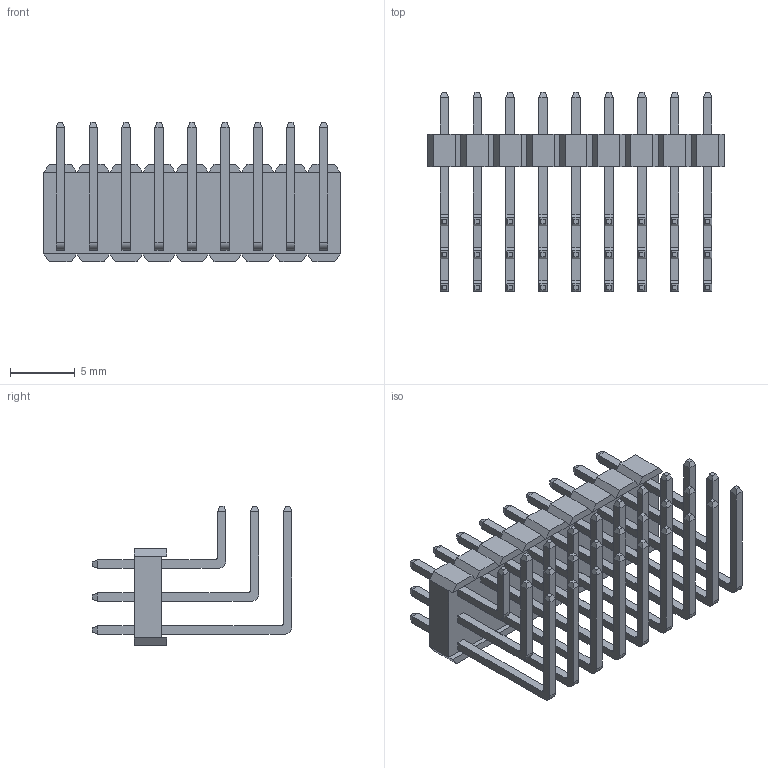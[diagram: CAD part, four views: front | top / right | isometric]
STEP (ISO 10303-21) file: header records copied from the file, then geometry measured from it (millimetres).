
FILE_DESCRIPTION((''),'2;1');
FILE_NAME('FPH25463-T27B1014082211B','2024-05-14T',('工程三'),(''),'PRO/ENGINEER BY PARAMETRIC TECHNOLOGY CORPORATION, 2010280','PRO/ENGINEER BY PARAMETRIC TECHNOLOGY CORPORATION, 2010280','');
FILE_SCHEMA(('CONFIG_CONTROL_DESIGN'));
Length unit declared in the file: millimetre
Products named in the file (1): FPH25463-T27B1014082211B
Bounding box: 22.86 x 15.4 x 10.75 mm (x, y, z)
Volume: 547.8 mm3; surface area: 1690.4 mm2
Topology: 1 solids, 1 shells, 672 faces, 1596 edges, 980 vertices
Faces by surface type: plane 618, cylinder 54
Entity records: 18770 total; most frequent: CARTESIAN_POINT 3248, ORIENTED_EDGE 3192, DIRECTION 3048, EDGE_CURVE 1596, VECTOR 1488, LINE 1488, VERTEX_POINT 980, AXIS2_PLACEMENT_3D 780
